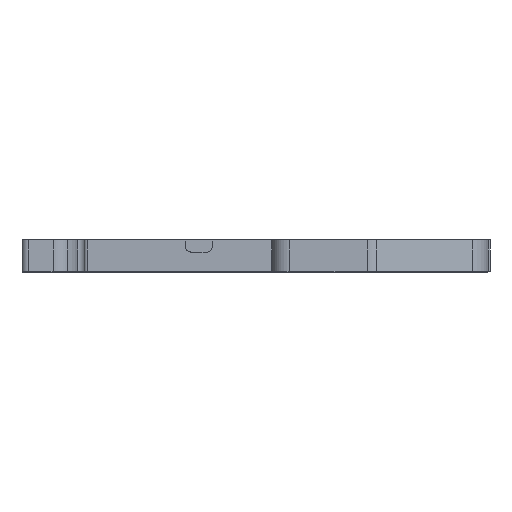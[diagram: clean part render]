
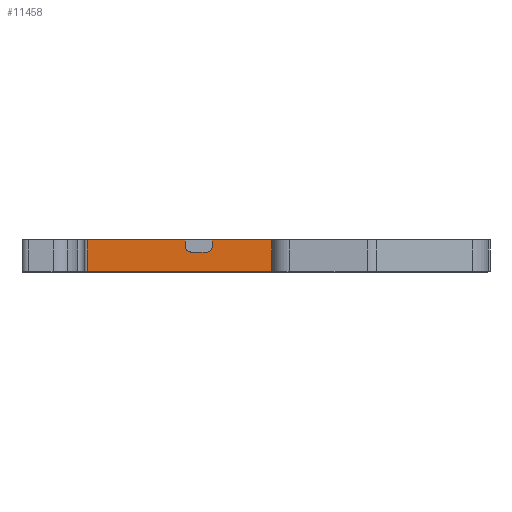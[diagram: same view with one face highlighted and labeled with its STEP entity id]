
A CAD part, front view. The second image highlights one B-rep face of the part: STEP entity #11458.
In plain terms, the highlighted planar face has unit normal (0, -1, 0).
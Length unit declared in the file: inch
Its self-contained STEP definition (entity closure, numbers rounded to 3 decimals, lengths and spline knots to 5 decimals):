
#225 = CARTESIAN_POINT ( 'NONE',  ( 0.94833, -0.33288, 0.12598 ) ) ;
#269 = DIRECTION ( 'NONE',  ( 0., 0., -1. ) ) ;
#672 = CARTESIAN_POINT ( 'NONE',  ( 1.50034, -0.33288, 0.00591 ) ) ;
#858 = DIRECTION ( 'NONE',  ( 1., 0., 0. ) ) ;
#956 = VERTEX_POINT ( 'NONE', #25357 ) ;
#2136 = ORIENTED_EDGE ( 'NONE', *, *, #24109, .F. ) ;
#2401 = CARTESIAN_POINT ( 'NONE',  ( 1.08894, -0.33288, 0.12598 ) ) ;
#2715 = ORIENTED_EDGE ( 'NONE', *, *, #20754, .F. ) ;
#3199 = CARTESIAN_POINT ( 'NONE',  ( 0.3135, -0.33288, 0.20276 ) ) ;
#3434 = CARTESIAN_POINT ( 'NONE',  ( 0.29152, -0.33288, 0.20276 ) ) ;
#3648 = VERTEX_POINT ( 'NONE', #24242 ) ;
#3771 = LINE ( 'NONE', #20832, #5272 ) ;
#4081 = CARTESIAN_POINT ( 'NONE',  ( 0.97139, -0.33288, 0.12598 ) ) ;
#4127 = ORIENTED_EDGE ( 'NONE', *, *, #19287, .F. ) ;
#4497 = CARTESIAN_POINT ( 'NONE',  ( 1.10525, -0.33288, 0.14229 ) ) ;
#4649 = ORIENTED_EDGE ( 'NONE', *, *, #18070, .F. ) ;
#4935 = DIRECTION ( 'NONE',  ( -1., 0., 0. ) ) ;
#5272 = VECTOR ( 'NONE', #23413, 39.37008 ) ;
#5556 = CARTESIAN_POINT ( 'NONE',  ( 0.93202, -0.33288, 0.14229 ) ) ;
#5927 = VERTEX_POINT ( 'NONE', #13452 ) ;
#7222 = VERTEX_POINT ( 'NONE', #23086 ) ;
#7478 = LINE ( 'NONE', #17393, #15644 ) ;
#7587 = ORIENTED_EDGE ( 'NONE', *, *, #22080, .F. ) ;
#7729 = CARTESIAN_POINT ( 'NONE',  ( 1.50034, -0.33288, 0.20276 ) ) ;
#8353 = ORIENTED_EDGE ( 'NONE', *, *, #16970, .F. ) ;
#9116 = CARTESIAN_POINT ( 'NONE',  ( 1.06588, -0.33288, 0.12598 ) ) ;
#9423 = CARTESIAN_POINT ( 'NONE',  ( 2.77729, -0.33288, 0.20276 ) ) ;
#9553 = DIRECTION ( 'NONE',  ( 0., 0., -1. ) ) ;
#9684 = LINE ( 'NONE', #7729, #24491 ) ;
#9740 = DIRECTION ( 'NONE',  ( 1., 0., 0. ) ) ;
#10072 = EDGE_CURVE ( 'NONE', #20341, #956, #28146, .T. ) ;
#10801 = ORIENTED_EDGE ( 'NONE', *, *, #17183, .F. ) ;
#11458 = ADVANCED_FACE ( 'NONE', ( #18376 ), #18517, .F. ) ;
#11922 = LINE ( 'NONE', #21821, #18704 ) ;
#12784 = ORIENTED_EDGE ( 'NONE', *, *, #24401, .F. ) ;
#12942 = AXIS2_PLACEMENT_3D ( 'NONE', #3434, #17903, #15464 ) ;
#13383 = ORIENTED_EDGE ( 'NONE', *, *, #28086, .F. ) ;
#13452 = CARTESIAN_POINT ( 'NONE',  ( 0.3135, -0.33288, 0.00591 ) ) ;
#13908 = VERTEX_POINT ( 'NONE', #3199 ) ;
#15464 = DIRECTION ( 'NONE',  ( -1., 0., 0. ) ) ;
#15644 = VECTOR ( 'NONE', #27283, 39.37008 ) ;
#16970 = EDGE_CURVE ( 'NONE', #24471, #29575, #7478, .T. ) ;
#17183 = EDGE_CURVE ( 'NONE', #7222, #3648, #19282, .T. ) ;
#17393 = CARTESIAN_POINT ( 'NONE',  ( 0.29152, -0.33288, 0.12598 ) ) ;
#17903 = DIRECTION ( 'NONE',  ( 0., 1., 0. ) ) ;
#18070 = EDGE_CURVE ( 'NONE', #13908, #7222, #19158, .T. ) ;
#18371 =( BOUNDED_CURVE ( )  B_SPLINE_CURVE ( 3, ( #30079, #5556, #225, #22944 ),
 .UNSPECIFIED., .F., .F. ) 
 B_SPLINE_CURVE_WITH_KNOTS ( ( 4, 4 ),
 ( 0., 1.5708 ),
 .UNSPECIFIED. ) 
 CURVE ( )  GEOMETRIC_REPRESENTATION_ITEM ( )  RATIONAL_B_SPLINE_CURVE ( ( 1., 0.805, 0.805, 1. ) ) 
 REPRESENTATION_ITEM ( '' )  );
#18376 = FACE_OUTER_BOUND ( 'NONE', #18758, .T. ) ;
#18517 = PLANE ( 'NONE',  #12942 ) ;
#18704 = VECTOR ( 'NONE', #4935, 39.37008 ) ;
#18758 = EDGE_LOOP ( 'NONE', ( #12784, #2136, #4127, #26027, #2715, #7587, #8353, #13383, #10801, #4649 ) ) ;
#19158 = LINE ( 'NONE', #9423, #20876 ) ;
#19216 = CARTESIAN_POINT ( 'NONE',  ( 1.10525, -0.33288, 0.16535 ) ) ;
#19282 = LINE ( 'NONE', #24481, #20327 ) ;
#19287 = EDGE_CURVE ( 'NONE', #956, #22598, #9684, .T. ) ;
#20327 = VECTOR ( 'NONE', #9553, 39.37008 ) ;
#20341 = VERTEX_POINT ( 'NONE', #21741 ) ;
#20754 = EDGE_CURVE ( 'NONE', #22973, #20341, #22307, .T. ) ;
#20832 = CARTESIAN_POINT ( 'NONE',  ( 0.3135, -0.33288, 0.20276 ) ) ;
#20876 = VECTOR ( 'NONE', #9740, 39.37008 ) ;
#21741 = CARTESIAN_POINT ( 'NONE',  ( 1.10525, -0.33288, 0.20276 ) ) ;
#21821 = CARTESIAN_POINT ( 'NONE',  ( 2.83509, -0.33288, 0.00591 ) ) ;
#22080 = EDGE_CURVE ( 'NONE', #29575, #22973, #26626, .T. ) ;
#22307 = LINE ( 'NONE', #24746, #24567 ) ;
#22598 = VERTEX_POINT ( 'NONE', #672 ) ;
#22944 = CARTESIAN_POINT ( 'NONE',  ( 0.97139, -0.33288, 0.12598 ) ) ;
#22973 = VERTEX_POINT ( 'NONE', #19216 ) ;
#23086 = CARTESIAN_POINT ( 'NONE',  ( 0.93202, -0.33288, 0.20276 ) ) ;
#23413 = DIRECTION ( 'NONE',  ( 0., 0., 1. ) ) ;
#24109 = EDGE_CURVE ( 'NONE', #22598, #5927, #11922, .T. ) ;
#24242 = CARTESIAN_POINT ( 'NONE',  ( 0.93202, -0.33288, 0.16535 ) ) ;
#24401 = EDGE_CURVE ( 'NONE', #5927, #13908, #3771, .T. ) ;
#24471 = VERTEX_POINT ( 'NONE', #4081 ) ;
#24481 = CARTESIAN_POINT ( 'NONE',  ( 0.93202, -0.33288, 0.20276 ) ) ;
#24491 = VECTOR ( 'NONE', #269, 39.37008 ) ;
#24567 = VECTOR ( 'NONE', #27199, 39.37008 ) ;
#24746 = CARTESIAN_POINT ( 'NONE',  ( 1.10525, -0.33288, 0.20276 ) ) ;
#25357 = CARTESIAN_POINT ( 'NONE',  ( 1.50034, -0.33288, 0.20276 ) ) ;
#26027 = ORIENTED_EDGE ( 'NONE', *, *, #10072, .F. ) ;
#26626 =( BOUNDED_CURVE ( )  B_SPLINE_CURVE ( 3, ( #31942, #2401, #4497, #32101 ),
 .UNSPECIFIED., .F., .T. ) 
 B_SPLINE_CURVE_WITH_KNOTS ( ( 4, 4 ),
 ( 4.71239, 6.28319 ),
 .UNSPECIFIED. ) 
 CURVE ( )  GEOMETRIC_REPRESENTATION_ITEM ( )  RATIONAL_B_SPLINE_CURVE ( ( 1., 0.805, 0.805, 1. ) ) 
 REPRESENTATION_ITEM ( '' )  );
#27199 = DIRECTION ( 'NONE',  ( 0., 0., 1. ) ) ;
#27283 = DIRECTION ( 'NONE',  ( 1., 0., 0. ) ) ;
#27825 = CARTESIAN_POINT ( 'NONE',  ( 2.77729, -0.33288, 0.20276 ) ) ;
#28086 = EDGE_CURVE ( 'NONE', #3648, #24471, #18371, .T. ) ;
#28146 = LINE ( 'NONE', #27825, #30455 ) ;
#29575 = VERTEX_POINT ( 'NONE', #9116 ) ;
#30079 = CARTESIAN_POINT ( 'NONE',  ( 0.93202, -0.33288, 0.16535 ) ) ;
#30455 = VECTOR ( 'NONE', #858, 39.37008 ) ;
#31942 = CARTESIAN_POINT ( 'NONE',  ( 1.06588, -0.33288, 0.12598 ) ) ;
#32101 = CARTESIAN_POINT ( 'NONE',  ( 1.10525, -0.33288, 0.16535 ) ) ;
